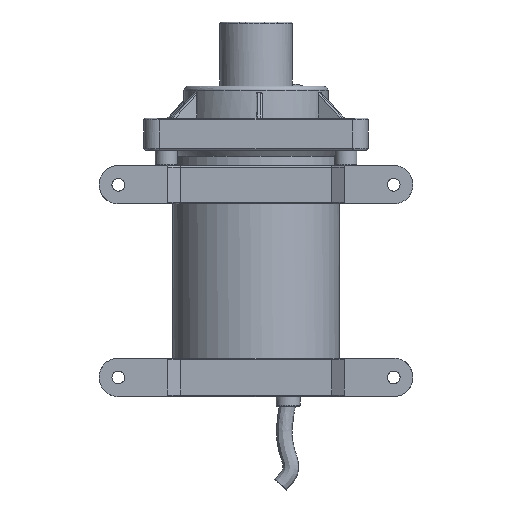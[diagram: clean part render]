
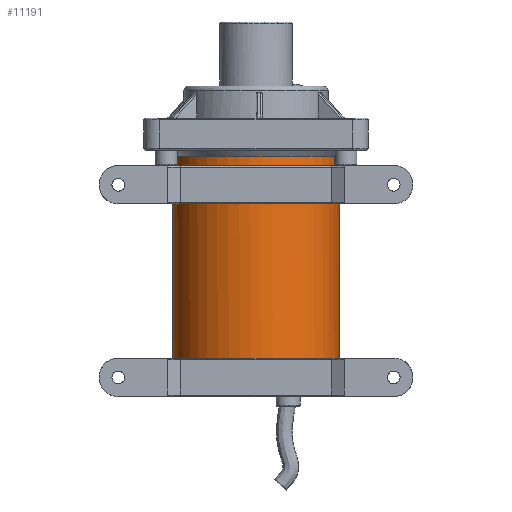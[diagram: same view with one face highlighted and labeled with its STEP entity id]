
A CAD part, front view. The second image highlights one B-rep face of the part: STEP entity #11191.
In plain terms, the highlighted free-form (B-spline) face has degree [1, 2] with [2, 9] control points.
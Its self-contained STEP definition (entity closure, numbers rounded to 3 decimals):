
#11191 = ADVANCED_FACE('',(#11192),#11240,.T.);
#11192 = FACE_BOUND('',#11193,.T.);
#11193 = EDGE_LOOP('',(#11194,#11206,#11214,#11221,#11231,#11239));
#11194 = ORIENTED_EDGE('',*,*,#11195,.F.);
#11195 = EDGE_CURVE('',#11196,#11198,#11200,.T.);
#11196 = VERTEX_POINT('',#11197);
#11197 = CARTESIAN_POINT('',(793.954,0.,-335.904));
#11198 = VERTEX_POINT('',#11199);
#11199 = CARTESIAN_POINT('',(-793.954,0.,-335.904));
#11200 = ( BOUNDED_CURVE() B_SPLINE_CURVE(2,(#11201,#11202,#11203,#11204
,#11205),.UNSPECIFIED.,.F.,.F.) B_SPLINE_CURVE_WITH_KNOTS((3,2,3),(0.,
1.571,3.142),.UNSPECIFIED.) CURVE() 
GEOMETRIC_REPRESENTATION_ITEM() RATIONAL_B_SPLINE_CURVE((1.,
0.707,1.,0.707,1.)) REPRESENTATION_ITEM('') );
#11201 = CARTESIAN_POINT('',(793.954,0.,-335.904));
#11202 = CARTESIAN_POINT('',(793.954,793.954,
    -335.904));
#11203 = CARTESIAN_POINT('',(0.,793.954,
    -335.904));
#11204 = CARTESIAN_POINT('',(-793.954,793.954,
    -335.904));
#11205 = CARTESIAN_POINT('',(-793.954,0.,
    -335.904));
#11206 = ORIENTED_EDGE('',*,*,#11207,.F.);
#11207 = EDGE_CURVE('',#11198,#11196,#11208,.T.);
#11208 = ( BOUNDED_CURVE() B_SPLINE_CURVE(2,(#11209,#11210,#11211,#11212
,#11213),.UNSPECIFIED.,.F.,.F.) B_SPLINE_CURVE_WITH_KNOTS((3,2,3),(
    3.142,4.712,6.283),
.PIECEWISE_BEZIER_KNOTS.) CURVE() GEOMETRIC_REPRESENTATION_ITEM() 
RATIONAL_B_SPLINE_CURVE((1.,0.707,1.,0.707,1.)) 
REPRESENTATION_ITEM('') );
#11209 = CARTESIAN_POINT('',(-793.954,0.,
    -335.904));
#11210 = CARTESIAN_POINT('',(-793.954,-793.954,
    -335.904));
#11211 = CARTESIAN_POINT('',(0.,-793.954,
    -335.904));
#11212 = CARTESIAN_POINT('',(793.954,-793.954,
    -335.904));
#11213 = CARTESIAN_POINT('',(793.954,0.,
    -335.904));
#11214 = ORIENTED_EDGE('',*,*,#11215,.T.);
#11215 = EDGE_CURVE('',#11198,#11216,#11218,.T.);
#11216 = VERTEX_POINT('',#11217);
#11217 = CARTESIAN_POINT('',(-793.954,0.,-2626.156));
#11218 = B_SPLINE_CURVE_WITH_KNOTS('',1,(#11219,#11220),.UNSPECIFIED.,
  .F.,.F.,(2,2),(-1.442,1.442),
  .PIECEWISE_BEZIER_KNOTS.);
#11219 = CARTESIAN_POINT('',(-793.954,0.,-335.904));
#11220 = CARTESIAN_POINT('',(-793.954,0.,-2626.156));
#11221 = ORIENTED_EDGE('',*,*,#11222,.F.);
#11222 = EDGE_CURVE('',#11223,#11216,#11225,.T.);
#11223 = VERTEX_POINT('',#11224);
#11224 = CARTESIAN_POINT('',(793.954,0.,-2626.156));
#11225 = ( BOUNDED_CURVE() B_SPLINE_CURVE(2,(#11226,#11227,#11228,#11229
,#11230),.UNSPECIFIED.,.F.,.F.) B_SPLINE_CURVE_WITH_KNOTS((3,2,3),(0.,
1.571,3.142),.UNSPECIFIED.) CURVE() 
GEOMETRIC_REPRESENTATION_ITEM() RATIONAL_B_SPLINE_CURVE((1.,
0.707,1.,0.707,1.)) REPRESENTATION_ITEM('') );
#11226 = CARTESIAN_POINT('',(793.954,0.,-2626.156));
#11227 = CARTESIAN_POINT('',(793.954,-793.954,
    -2626.156));
#11228 = CARTESIAN_POINT('',(0.,-793.954,
    -2626.156));
#11229 = CARTESIAN_POINT('',(-793.954,-793.954,
    -2626.156));
#11230 = CARTESIAN_POINT('',(-793.954,0.,
    -2626.156));
#11231 = ORIENTED_EDGE('',*,*,#11232,.F.);
#11232 = EDGE_CURVE('',#11216,#11223,#11233,.T.);
#11233 = ( BOUNDED_CURVE() B_SPLINE_CURVE(2,(#11234,#11235,#11236,#11237
,#11238),.UNSPECIFIED.,.F.,.F.) B_SPLINE_CURVE_WITH_KNOTS((3,2,3),(
    3.142,4.712,6.283),
.PIECEWISE_BEZIER_KNOTS.) CURVE() GEOMETRIC_REPRESENTATION_ITEM() 
RATIONAL_B_SPLINE_CURVE((1.,0.707,1.,0.707,1.)) 
REPRESENTATION_ITEM('') );
#11234 = CARTESIAN_POINT('',(-793.954,0.,
    -2626.156));
#11235 = CARTESIAN_POINT('',(-793.954,793.954,
    -2626.156));
#11236 = CARTESIAN_POINT('',(0.,793.954,
    -2626.156));
#11237 = CARTESIAN_POINT('',(793.954,793.954,
    -2626.156));
#11238 = CARTESIAN_POINT('',(793.954,0.,
    -2626.156));
#11239 = ORIENTED_EDGE('',*,*,#11215,.F.);
#11240 = ( BOUNDED_SURFACE() B_SPLINE_SURFACE(1,2,(
    (#11241,#11242,#11243,#11244,#11245,#11246,#11247,#11248,#11249)
    ,(#11250,#11251,#11252,#11253,#11254,#11255,#11256,#11257,#11258
)),.UNSPECIFIED.,.F.,.T.,.F.) B_SPLINE_SURFACE_WITH_KNOTS((2,2),(1,2,2,2
    ,2,2,1),(-1.442,1.442),(-4.712,
    -3.142,-1.571,0.,1.571,3.142,
4.712),.UNSPECIFIED.) GEOMETRIC_REPRESENTATION_ITEM() 
RATIONAL_B_SPLINE_SURFACE((
    (1.,0.707,1.,0.707,1.,0.707,1.
      ,0.707,1.)
    ,(1.,0.707,1.,0.707,1.,0.707,1.
,0.707,1.))) REPRESENTATION_ITEM('') SURFACE() );
#11241 = CARTESIAN_POINT('',(-793.954,0.,-335.904));
#11242 = CARTESIAN_POINT('',(-793.954,-793.954,
    -335.904));
#11243 = CARTESIAN_POINT('',(0.,-793.954,-335.904));
#11244 = CARTESIAN_POINT('',(793.954,-793.954,
    -335.904));
#11245 = CARTESIAN_POINT('',(793.954,0.,-335.904));
#11246 = CARTESIAN_POINT('',(793.954,793.954,
    -335.904));
#11247 = CARTESIAN_POINT('',(0.,793.954,-335.904));
#11248 = CARTESIAN_POINT('',(-793.954,793.954,
    -335.904));
#11249 = CARTESIAN_POINT('',(-793.954,0.,-335.904));
#11250 = CARTESIAN_POINT('',(-793.954,0.,-2626.156));
#11251 = CARTESIAN_POINT('',(-793.954,-793.954,
    -2626.156));
#11252 = CARTESIAN_POINT('',(0.,-793.954,-2626.156));
#11253 = CARTESIAN_POINT('',(793.954,-793.954,
    -2626.156));
#11254 = CARTESIAN_POINT('',(793.954,0.,-2626.156));
#11255 = CARTESIAN_POINT('',(793.954,793.954,
    -2626.156));
#11256 = CARTESIAN_POINT('',(0.,793.954,-2626.156));
#11257 = CARTESIAN_POINT('',(-793.954,793.954,
    -2626.156));
#11258 = CARTESIAN_POINT('',(-793.954,0.,-2626.156));
